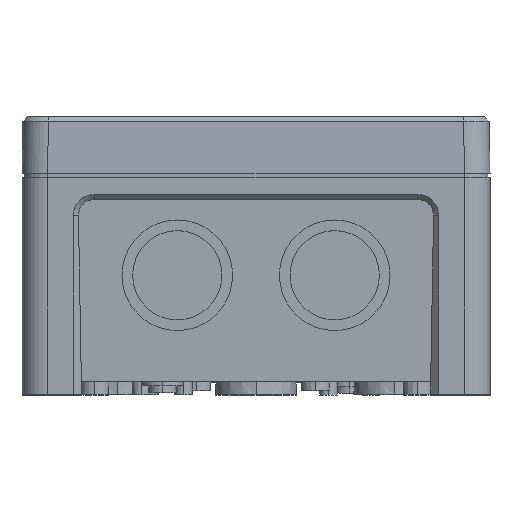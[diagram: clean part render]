
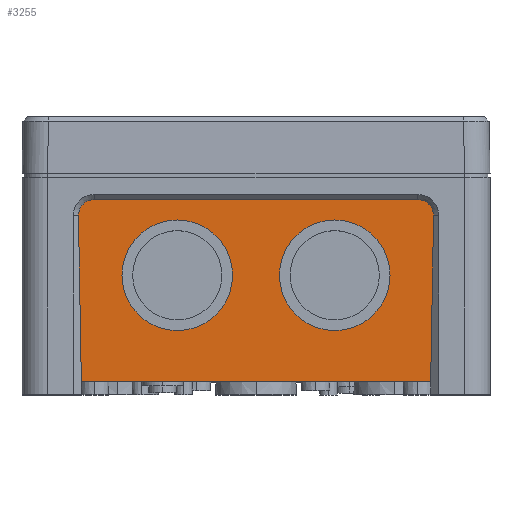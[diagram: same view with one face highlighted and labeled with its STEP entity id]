
A CAD part, top view. The second image highlights one B-rep face of the part: STEP entity #3255.
In plain terms, the highlighted planar face has unit normal (0, -0.018, 1).
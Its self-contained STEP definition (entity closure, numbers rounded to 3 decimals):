
#143 = VERTEX_POINT ( 'NONE', #6937 ) ;
#322 = EDGE_CURVE ( 'NONE', #15407, #15968, #5999, .T. ) ;
#636 = AXIS2_PLACEMENT_3D ( 'NONE', #2246, #14696, #7720 ) ;
#740 = DIRECTION ( 'NONE',  ( 0., 0.017, -1. ) ) ;
#888 = CIRCLE ( 'NONE', #14860, 13. ) ;
#903 = EDGE_CURVE ( 'NONE', #10866, #4111, #8504, .T. ) ;
#1051 = ORIENTED_EDGE ( 'NONE', *, *, #903, .F. ) ;
#1253 = DIRECTION ( 'NONE',  ( 1., 0., 0. ) ) ;
#1389 = EDGE_LOOP ( 'NONE', ( #2893, #2625 ) ) ;
#1483 = DIRECTION ( 'NONE',  ( 0., -0.017, 1. ) ) ;
#1602 = EDGE_CURVE ( 'NONE', #143, #6508, #888, .T. ) ;
#1606 = CARTESIAN_POINT ( 'NONE',  ( 43., -52., 53. ) ) ;
#1715 = CARTESIAN_POINT ( 'NONE',  ( -18.5, -11.006, 53.716 ) ) ;
#1861 = CARTESIAN_POINT ( 'NONE',  ( -41.052, -49., 53.052 ) ) ;
#2246 = CARTESIAN_POINT ( 'NONE',  ( -18.5, -24.004, 53.489 ) ) ;
#2341 = CARTESIAN_POINT ( 'NONE',  ( -18.5, -24.004, 53.489 ) ) ;
#2407 = CARTESIAN_POINT ( 'NONE',  ( -38., -6.201, 53.799 ) ) ;
#2625 = ORIENTED_EDGE ( 'NONE', *, *, #1602, .F. ) ;
#2893 = ORIENTED_EDGE ( 'NONE', *, *, #11253, .F. ) ;
#2934 = CARTESIAN_POINT ( 'NONE',  ( 40.218, -6.201, 53.799 ) ) ;
#2941 = CARTESIAN_POINT ( 'NONE',  ( 18.5, -24.004, 53.489 ) ) ;
#2991 = CARTESIAN_POINT ( 'NONE',  ( -18.5, -37.002, 53.262 ) ) ;
#3014 = AXIS2_PLACEMENT_3D ( 'NONE', #1606, #11769, #5797 ) ;
#3122 = LINE ( 'NONE', #8796, #9053 ) ;
#3250 = CARTESIAN_POINT ( 'NONE',  ( -38., -6.201, 53.799 ) ) ;
#3255 = ADVANCED_FACE ( 'NONE', ( #5613, #12684, #16987 ), #8506, .T. ) ;
#3438 = CARTESIAN_POINT ( 'NONE',  ( -40.218, -6.201, 53.799 ) ) ;
#3614 = VERTEX_POINT ( 'NONE', #1861 ) ;
#3765 = CARTESIAN_POINT ( 'NONE',  ( -41.001, -51.93, 53.001 ) ) ;
#4111 = VERTEX_POINT ( 'NONE', #6731 ) ;
#5121 = VECTOR ( 'NONE', #12148, 1000. ) ;
#5253 = ORIENTED_EDGE ( 'NONE', *, *, #322, .T. ) ;
#5399 = CARTESIAN_POINT ( 'NONE',  ( -41.733, -10., 53.733 ) ) ;
#5409 = CIRCLE ( 'NONE', #9875, 13. ) ;
#5613 = FACE_BOUND ( 'NONE', #16944, .T. ) ;
#5767 = DIRECTION ( 'NONE',  ( 0., 1., 0.017 ) ) ;
#5797 = DIRECTION ( 'NONE',  ( -1., 0., 0. ) ) ;
#5999 = CIRCLE ( 'NONE', #636, 13. ) ;
#6030 = CARTESIAN_POINT ( 'NONE',  ( -41.772, -7.782, 53.772 ) ) ;
#6150 = ORIENTED_EDGE ( 'NONE', *, *, #17759, .T. ) ;
#6508 = VERTEX_POINT ( 'NONE', #13744 ) ;
#6731 = CARTESIAN_POINT ( 'NONE',  ( 41.733, -10., 53.733 ) ) ;
#6937 = CARTESIAN_POINT ( 'NONE',  ( 18.5, -11.006, 53.716 ) ) ;
#6982 = VECTOR ( 'NONE', #15277, 1000. ) ;
#7462 = DIRECTION ( 'NONE',  ( 0., 1., 0.017 ) ) ;
#7557 = CARTESIAN_POINT ( 'NONE',  ( 41.052, -49., 53.052 ) ) ;
#7617 = CIRCLE ( 'NONE', #8830, 13. ) ;
#7720 = DIRECTION ( 'NONE',  ( 0., 1., 0.017 ) ) ;
#8242 = CARTESIAN_POINT ( 'NONE',  ( 41.001, -51.93, 53.001 ) ) ;
#8332 = LINE ( 'NONE', #8242, #5121 ) ;
#8504 =( BOUNDED_CURVE ( )  B_SPLINE_CURVE ( 3, ( #14091, #2934, #12596, #16895 ),
 .UNSPECIFIED., .F., .F. ) 
 B_SPLINE_CURVE_WITH_KNOTS ( ( 4, 4 ),
 ( 0., 1.588 ),
 .UNSPECIFIED. ) 
 CURVE ( )  GEOMETRIC_REPRESENTATION_ITEM ( )  RATIONAL_B_SPLINE_CURVE ( ( 1., 0.801, 0.801, 1. ) ) 
 REPRESENTATION_ITEM ( '' )  );
#8506 = PLANE ( 'NONE',  #3014 ) ;
#8603 = DIRECTION ( 'NONE',  ( 0., -0.017, 1. ) ) ;
#8796 = CARTESIAN_POINT ( 'NONE',  ( 43., -6.201, 53.799 ) ) ;
#8830 = AXIS2_PLACEMENT_3D ( 'NONE', #14239, #1483, #5767 ) ;
#9053 = VECTOR ( 'NONE', #1253, 1000. ) ;
#9276 = EDGE_CURVE ( 'NONE', #9497, #13461, #9695, .T. ) ;
#9497 = VERTEX_POINT ( 'NONE', #2407 ) ;
#9607 = ORIENTED_EDGE ( 'NONE', *, *, #13334, .T. ) ;
#9695 =( BOUNDED_CURVE ( )  B_SPLINE_CURVE ( 3, ( #3250, #3438, #6030, #10140 ),
 .UNSPECIFIED., .F., .F. ) 
 B_SPLINE_CURVE_WITH_KNOTS ( ( 4, 4 ),
 ( 0., 1.588 ),
 .UNSPECIFIED. ) 
 CURVE ( )  GEOMETRIC_REPRESENTATION_ITEM ( )  RATIONAL_B_SPLINE_CURVE ( ( 1., 0.801, 0.801, 1. ) ) 
 REPRESENTATION_ITEM ( '' )  );
#9709 = EDGE_LOOP ( 'NONE', ( #6150, #16654, #1051, #17678, #11942, #17394 ) ) ;
#9875 = AXIS2_PLACEMENT_3D ( 'NONE', #2341, #740, #12191 ) ;
#9876 = LINE ( 'NONE', #15554, #6982 ) ;
#10140 = CARTESIAN_POINT ( 'NONE',  ( -41.733, -10., 53.733 ) ) ;
#10866 = VERTEX_POINT ( 'NONE', #14699 ) ;
#11253 = EDGE_CURVE ( 'NONE', #6508, #143, #7617, .T. ) ;
#11769 = DIRECTION ( 'NONE',  ( 0., -0.017, 1. ) ) ;
#11942 = ORIENTED_EDGE ( 'NONE', *, *, #9276, .T. ) ;
#12148 = DIRECTION ( 'NONE',  ( -0.017, -1., -0.017 ) ) ;
#12191 = DIRECTION ( 'NONE',  ( 0., 1., 0.017 ) ) ;
#12307 = DIRECTION ( 'NONE',  ( 0.017, -1., -0.017 ) ) ;
#12596 = CARTESIAN_POINT ( 'NONE',  ( 41.772, -7.782, 53.772 ) ) ;
#12684 = FACE_BOUND ( 'NONE', #1389, .T. ) ;
#12895 = VERTEX_POINT ( 'NONE', #7557 ) ;
#13334 = EDGE_CURVE ( 'NONE', #15968, #15407, #5409, .T. ) ;
#13461 = VERTEX_POINT ( 'NONE', #5399 ) ;
#13744 = CARTESIAN_POINT ( 'NONE',  ( 18.5, -37.002, 53.262 ) ) ;
#13753 = EDGE_CURVE ( 'NONE', #4111, #12895, #8332, .T. ) ;
#14091 = CARTESIAN_POINT ( 'NONE',  ( 38., -6.201, 53.799 ) ) ;
#14239 = CARTESIAN_POINT ( 'NONE',  ( 18.5, -24.004, 53.489 ) ) ;
#14696 = DIRECTION ( 'NONE',  ( 0., 0.017, -1. ) ) ;
#14699 = CARTESIAN_POINT ( 'NONE',  ( 38., -6.201, 53.799 ) ) ;
#14860 = AXIS2_PLACEMENT_3D ( 'NONE', #2941, #8603, #7462 ) ;
#15277 = DIRECTION ( 'NONE',  ( 1., 0., 0. ) ) ;
#15285 = LINE ( 'NONE', #3765, #15543 ) ;
#15371 = EDGE_CURVE ( 'NONE', #9497, #10866, #3122, .T. ) ;
#15407 = VERTEX_POINT ( 'NONE', #1715 ) ;
#15543 = VECTOR ( 'NONE', #12307, 1000. ) ;
#15554 = CARTESIAN_POINT ( 'NONE',  ( 43., -49., 53.052 ) ) ;
#15968 = VERTEX_POINT ( 'NONE', #2991 ) ;
#16104 = EDGE_CURVE ( 'NONE', #13461, #3614, #15285, .T. ) ;
#16654 = ORIENTED_EDGE ( 'NONE', *, *, #13753, .F. ) ;
#16895 = CARTESIAN_POINT ( 'NONE',  ( 41.733, -10., 53.733 ) ) ;
#16944 = EDGE_LOOP ( 'NONE', ( #9607, #5253 ) ) ;
#16987 = FACE_OUTER_BOUND ( 'NONE', #9709, .T. ) ;
#17394 = ORIENTED_EDGE ( 'NONE', *, *, #16104, .T. ) ;
#17678 = ORIENTED_EDGE ( 'NONE', *, *, #15371, .F. ) ;
#17759 = EDGE_CURVE ( 'NONE', #3614, #12895, #9876, .T. ) ;
